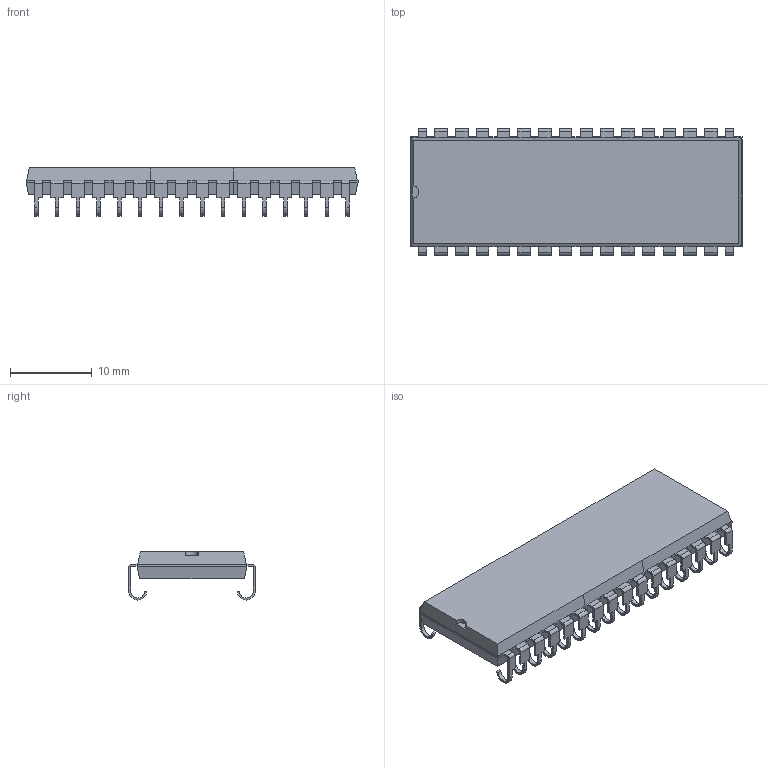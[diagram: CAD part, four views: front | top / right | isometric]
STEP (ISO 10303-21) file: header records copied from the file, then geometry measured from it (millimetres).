
FILE_DESCRIPTION(('FreeCAD Model'),'2;1');
FILE_NAME('DIP-32_crimped.step', '2021-05-27T04:33:32',('Author'),(''), 'Open CASCADE STEP processor 7.4','FreeCAD','Unknown');
FILE_SCHEMA(('AUTOMOTIVE_DESIGN { 1 0 10303 214 1 1 1 1 }'));
Length unit declared in the file: millimetre
Products named in the file (1): DIP-32_crimped
Bounding box: 40.64 x 15.49 x 5.9 mm (x, y, z)
Volume: 1788.7 mm3; surface area: 1883 mm2
Topology: 1 solids, 1 shells, 568 faces, 1556 edges, 990 vertices
Faces by surface type: plane 383, cylinder 129, bspline 56
Entity records: 21975 total; most frequent: CARTESIAN_POINT 3647, ORIENTED_EDGE 3112, DIRECTION 2811, EDGE_CURVE 1556, LINE 1265, VECTOR 1265, VERTEX_POINT 990, AXIS2_PLACEMENT_3D 773
